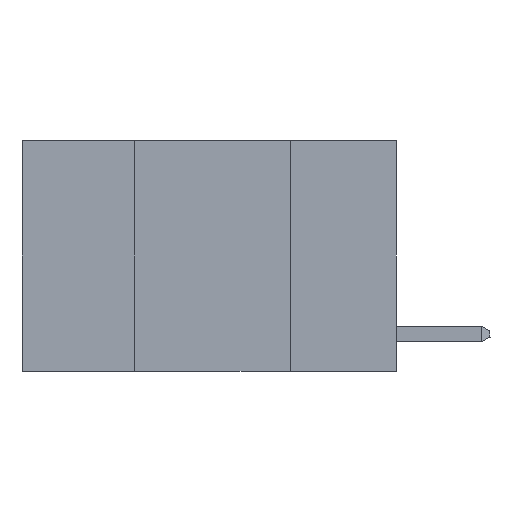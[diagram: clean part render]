
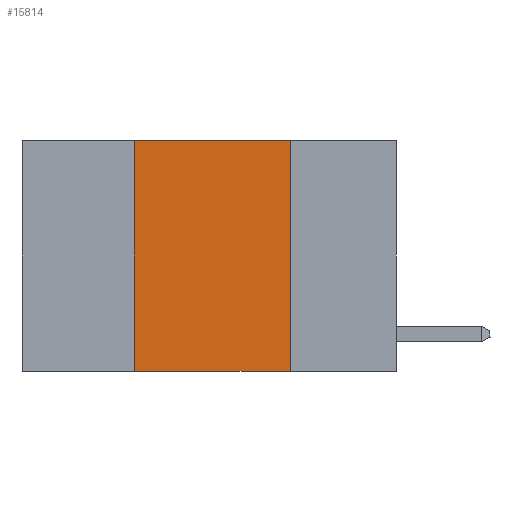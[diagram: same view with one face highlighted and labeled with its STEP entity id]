
A CAD part, left-side view. The second image highlights one B-rep face of the part: STEP entity #15814.
In plain terms, the highlighted planar face has unit normal (-1, 0, 0).
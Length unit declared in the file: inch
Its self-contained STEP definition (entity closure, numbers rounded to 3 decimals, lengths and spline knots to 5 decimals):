
#458 = LINE ( 'NONE', #9350, #12404 ) ;
#841 = VECTOR ( 'NONE', #2891, 39.37008 ) ;
#1123 = EDGE_LOOP ( 'NONE', ( #5131, #17806, #14272, #2403 ) ) ;
#2403 = ORIENTED_EDGE ( 'NONE', *, *, #8535, .T. ) ;
#2852 = CARTESIAN_POINT ( 'NONE',  ( 0., 0.6, 0. ) ) ;
#2891 = DIRECTION ( 'NONE',  ( 0., 0., -1. ) ) ;
#3266 = VECTOR ( 'NONE', #18324, 39.37008 ) ;
#4453 = DIRECTION ( 'NONE',  ( 1., 0., 0. ) ) ;
#5131 = ORIENTED_EDGE ( 'NONE', *, *, #11748, .F. ) ;
#6026 = LINE ( 'NONE', #18169, #17255 ) ;
#6670 = VERTEX_POINT ( 'NONE', #14081 ) ;
#7414 = LINE ( 'NONE', #7680, #3266 ) ;
#7680 = CARTESIAN_POINT ( 'NONE',  ( 0., 0.6, 0. ) ) ;
#8535 = EDGE_CURVE ( 'NONE', #10461, #8745, #458, .T. ) ;
#8745 = VERTEX_POINT ( 'NONE', #11339 ) ;
#9350 = CARTESIAN_POINT ( 'NONE',  ( 0., 0.6, -0.37 ) ) ;
#10461 = VERTEX_POINT ( 'NONE', #14879 ) ;
#10839 = DIRECTION ( 'NONE',  ( 0., -1., 0. ) ) ;
#11165 = VERTEX_POINT ( 'NONE', #16707 ) ;
#11339 = CARTESIAN_POINT ( 'NONE',  ( 0., 0.17, -0.37 ) ) ;
#11748 = EDGE_CURVE ( 'NONE', #6670, #8745, #12762, .T. ) ;
#12195 = CARTESIAN_POINT ( 'NONE',  ( 0., 0.17, 0. ) ) ;
#12404 = VECTOR ( 'NONE', #10839, 39.37008 ) ;
#12762 = LINE ( 'NONE', #12195, #841 ) ;
#13125 = EDGE_CURVE ( 'NONE', #11165, #6670, #7414, .T. ) ;
#13237 = FACE_OUTER_BOUND ( 'NONE', #1123, .T. ) ;
#13605 = PLANE ( 'NONE',  #18149 ) ;
#14081 = CARTESIAN_POINT ( 'NONE',  ( 0., 0.17, 0. ) ) ;
#14272 = ORIENTED_EDGE ( 'NONE', *, *, #15795, .F. ) ;
#14879 = CARTESIAN_POINT ( 'NONE',  ( 0., 0.42, -0.37 ) ) ;
#15198 = DIRECTION ( 'NONE',  ( 0., 0., -1. ) ) ;
#15795 = EDGE_CURVE ( 'NONE', #10461, #11165, #6026, .T. ) ;
#15814 = ADVANCED_FACE ( 'NONE', ( #13237 ), #13605, .F. ) ;
#16646 = DIRECTION ( 'NONE',  ( 0., 0., 1. ) ) ;
#16707 = CARTESIAN_POINT ( 'NONE',  ( 0., 0.42, 0. ) ) ;
#17255 = VECTOR ( 'NONE', #16646, 39.37008 ) ;
#17806 = ORIENTED_EDGE ( 'NONE', *, *, #13125, .F. ) ;
#18149 = AXIS2_PLACEMENT_3D ( 'NONE', #2852, #4453, #15198 ) ;
#18169 = CARTESIAN_POINT ( 'NONE',  ( 0., 0.42, 0. ) ) ;
#18324 = DIRECTION ( 'NONE',  ( 0., -1., 0. ) ) ;
